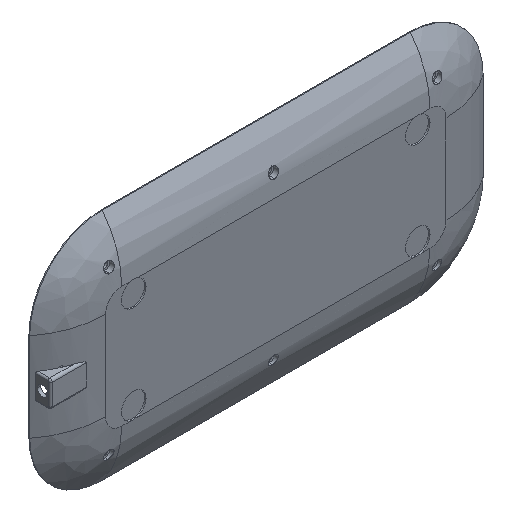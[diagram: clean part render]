
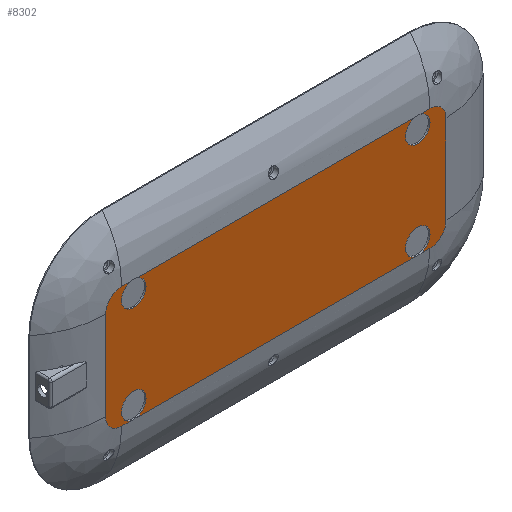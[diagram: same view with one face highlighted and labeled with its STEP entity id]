
A CAD part, isometric view. The second image highlights one B-rep face of the part: STEP entity #8302.
In plain terms, the highlighted planar face has unit normal (0, -1, 0).
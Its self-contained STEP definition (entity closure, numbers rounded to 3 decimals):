
#16=CARTESIAN_POINT('',(88.,-6.25,-30.));
#17=DIRECTION('',(0.,-1.,0.));
#18=DIRECTION('',(0.18,0.,-0.984));
#19=AXIS2_PLACEMENT_3D('',#16,#17,#18);
#25=CARTESIAN_POINT('',(88.,-6.25,-30.));
#26=DIRECTION('',(0.,-1.,0.));
#27=DIRECTION('',(0.,0.,1.));
#28=AXIS2_PLACEMENT_3D('',#25,#26,#27);
#33=CARTESIAN_POINT('',(-88.,-6.25,-30.));
#34=DIRECTION('',(0.,-1.,0.));
#35=DIRECTION('',(0.18,0.,-0.984));
#36=AXIS2_PLACEMENT_3D('',#33,#34,#35);
#41=CARTESIAN_POINT('',(-88.,-6.25,-30.));
#42=DIRECTION('',(0.,-1.,0.));
#43=DIRECTION('',(0.,0.,1.));
#44=AXIS2_PLACEMENT_3D('',#41,#42,#43);
#49=CARTESIAN_POINT('',(-95.5,-6.25,-27.5));
#50=DIRECTION('',(0.,1.,0.));
#51=DIRECTION('',(0.,0.,-1.));
#52=AXIS2_PLACEMENT_3D('',#49,#50,#51);
#57=CARTESIAN_POINT('',(-95.5,-6.25,27.5));
#58=DIRECTION('',(0.,1.,0.));
#59=DIRECTION('',(-1.,0.,0.));
#60=AXIS2_PLACEMENT_3D('',#57,#58,#59);
#65=CARTESIAN_POINT('',(-88.,-6.25,30.));
#66=DIRECTION('',(0.,-1.,0.));
#67=DIRECTION('',(-0.18,0.,0.984));
#68=AXIS2_PLACEMENT_3D('',#65,#66,#67);
#73=CARTESIAN_POINT('',(-88.,-6.25,30.));
#74=DIRECTION('',(0.,-1.,0.));
#75=DIRECTION('',(0.,0.,-1.));
#76=AXIS2_PLACEMENT_3D('',#73,#74,#75);
#81=CARTESIAN_POINT('',(88.,-6.25,30.));
#82=DIRECTION('',(0.,-1.,0.));
#83=DIRECTION('',(-0.18,0.,0.984));
#84=AXIS2_PLACEMENT_3D('',#81,#82,#83);
#89=CARTESIAN_POINT('',(88.,-6.25,30.));
#90=DIRECTION('',(0.,-1.,0.));
#91=DIRECTION('',(0.,0.,-1.));
#92=AXIS2_PLACEMENT_3D('',#89,#90,#91);
#97=CARTESIAN_POINT('',(95.5,-6.25,27.5));
#98=DIRECTION('',(0.,1.,0.));
#99=DIRECTION('',(0.,0.,1.));
#100=AXIS2_PLACEMENT_3D('',#97,#98,#99);
#105=CARTESIAN_POINT('',(95.5,-6.25,-27.5));
#106=DIRECTION('',(0.,1.,0.));
#107=DIRECTION('',(1.,0.,0.));
#108=AXIS2_PLACEMENT_3D('',#105,#106,#107);
#130=DIRECTION('',(1.,0.,0.));
#131=VECTOR('',#130,6.125);
#132=CARTESIAN_POINT('',(89.375,-6.25,-37.5));
#133=LINE('',#132,#131);
#144=DIRECTION('',(1.,0.,0.));
#145=VECTOR('',#144,6.125);
#146=CARTESIAN_POINT('',(-95.5,-6.25,-37.5));
#147=LINE('',#146,#145);
#171=DIRECTION('',(1.,0.,0.));
#172=VECTOR('',#171,173.25);
#173=CARTESIAN_POINT('',(-86.625,-6.25,-37.5));
#174=LINE('',#173,#172);
#280=DIRECTION('',(0.,0.,1.));
#281=VECTOR('',#280,55.);
#282=CARTESIAN_POINT('',(105.5,-6.25,-27.5));
#283=LINE('',#282,#281);
#372=DIRECTION('',(-1.,0.,0.));
#373=VECTOR('',#372,173.25);
#374=CARTESIAN_POINT('',(86.625,-6.25,37.5));
#375=LINE('',#374,#373);
#399=DIRECTION('',(-1.,0.,0.));
#400=VECTOR('',#399,6.125);
#401=CARTESIAN_POINT('',(-89.375,-6.25,37.5));
#402=LINE('',#401,#400);
#413=DIRECTION('',(-1.,0.,0.));
#414=VECTOR('',#413,6.125);
#415=CARTESIAN_POINT('',(95.5,-6.25,37.5));
#416=LINE('',#415,#414);
#572=DIRECTION('',(0.,0.,-1.));
#573=VECTOR('',#572,55.);
#574=CARTESIAN_POINT('',(-105.5,-6.25,27.5));
#575=LINE('',#574,#573);
#7156=CARTESIAN_POINT('',(89.375,-6.25,-37.5));
#7157=CARTESIAN_POINT('',(88.,-6.25,-22.375));
#7158=VERTEX_POINT('',#7156);
#7159=VERTEX_POINT('',#7157);
#7160=CARTESIAN_POINT('',(86.625,-6.25,-37.5));
#7161=VERTEX_POINT('',#7160);
#7162=CARTESIAN_POINT('',(-86.625,-6.25,-37.5));
#7163=VERTEX_POINT('',#7162);
#7164=CARTESIAN_POINT('',(-88.,-6.25,-22.375));
#7165=VERTEX_POINT('',#7164);
#7166=CARTESIAN_POINT('',(-89.375,-6.25,-37.5));
#7167=VERTEX_POINT('',#7166);
#7168=CARTESIAN_POINT('',(-95.5,-6.25,-37.5));
#7169=VERTEX_POINT('',#7168);
#7170=CARTESIAN_POINT('',(-105.5,-6.25,-27.5));
#7171=VERTEX_POINT('',#7170);
#7172=CARTESIAN_POINT('',(-105.5,-6.25,27.5));
#7173=VERTEX_POINT('',#7172);
#7174=CARTESIAN_POINT('',(-95.5,-6.25,37.5));
#7175=VERTEX_POINT('',#7174);
#7176=CARTESIAN_POINT('',(-89.375,-6.25,37.5));
#7177=VERTEX_POINT('',#7176);
#7178=CARTESIAN_POINT('',(-88.,-6.25,22.375));
#7179=VERTEX_POINT('',#7178);
#7180=CARTESIAN_POINT('',(-86.625,-6.25,37.5));
#7181=VERTEX_POINT('',#7180);
#7182=CARTESIAN_POINT('',(86.625,-6.25,37.5));
#7183=VERTEX_POINT('',#7182);
#7184=CARTESIAN_POINT('',(88.,-6.25,22.375));
#7185=VERTEX_POINT('',#7184);
#7186=CARTESIAN_POINT('',(89.375,-6.25,37.5));
#7187=VERTEX_POINT('',#7186);
#7188=CARTESIAN_POINT('',(95.5,-6.25,37.5));
#7189=VERTEX_POINT('',#7188);
#7190=CARTESIAN_POINT('',(105.5,-6.25,27.5));
#7191=VERTEX_POINT('',#7190);
#7192=CARTESIAN_POINT('',(105.5,-6.25,-27.5));
#7193=VERTEX_POINT('',#7192);
#7194=CARTESIAN_POINT('',(95.5,-6.25,-37.5));
#7195=VERTEX_POINT('',#7194);
#8255=CARTESIAN_POINT('',(0.,-6.25,0.));
#8256=DIRECTION('',(0.,1.,0.));
#8257=DIRECTION('',(1.,0.,0.));
#8258=AXIS2_PLACEMENT_3D('',#8255,#8256,#8257);
#8259=PLANE('',#8258);
#8261=ORIENTED_EDGE('',*,*,#8260,.T.);
#8263=ORIENTED_EDGE('',*,*,#8262,.T.);
#8265=ORIENTED_EDGE('',*,*,#8264,.F.);
#8267=ORIENTED_EDGE('',*,*,#8266,.T.);
#8269=ORIENTED_EDGE('',*,*,#8268,.T.);
#8271=ORIENTED_EDGE('',*,*,#8270,.F.);
#8273=ORIENTED_EDGE('',*,*,#8272,.T.);
#8275=ORIENTED_EDGE('',*,*,#8274,.F.);
#8277=ORIENTED_EDGE('',*,*,#8276,.T.);
#8279=ORIENTED_EDGE('',*,*,#8278,.F.);
#8281=ORIENTED_EDGE('',*,*,#8280,.T.);
#8283=ORIENTED_EDGE('',*,*,#8282,.T.);
#8285=ORIENTED_EDGE('',*,*,#8284,.F.);
#8287=ORIENTED_EDGE('',*,*,#8286,.T.);
#8289=ORIENTED_EDGE('',*,*,#8288,.T.);
#8291=ORIENTED_EDGE('',*,*,#8290,.F.);
#8293=ORIENTED_EDGE('',*,*,#8292,.T.);
#8295=ORIENTED_EDGE('',*,*,#8294,.F.);
#8297=ORIENTED_EDGE('',*,*,#8296,.T.);
#8299=ORIENTED_EDGE('',*,*,#8298,.F.);
#8300=EDGE_LOOP('',(#8261,#8263,#8265,#8267,#8269,#8271,#8273,#8275,#8277,#8279,
#8281,#8283,#8285,#8287,#8289,#8291,#8293,#8295,#8297,#8299));
#8301=FACE_OUTER_BOUND('',#8300,.F.);
#20=CIRCLE('',#19,7.625);
#29=CIRCLE('',#28,7.625);
#37=CIRCLE('',#36,7.625);
#45=CIRCLE('',#44,7.625);
#53=CIRCLE('',#52,10.);
#61=CIRCLE('',#60,10.);
#69=CIRCLE('',#68,7.625);
#77=CIRCLE('',#76,7.625);
#85=CIRCLE('',#84,7.625);
#93=CIRCLE('',#92,7.625);
#101=CIRCLE('',#100,10.);
#109=CIRCLE('',#108,10.);
#8260=EDGE_CURVE('',#7158,#7159,#20,.T.);
#8262=EDGE_CURVE('',#7159,#7161,#29,.T.);
#8264=EDGE_CURVE('',#7163,#7161,#174,.T.);
#8266=EDGE_CURVE('',#7163,#7165,#37,.T.);
#8268=EDGE_CURVE('',#7165,#7167,#45,.T.);
#8270=EDGE_CURVE('',#7169,#7167,#147,.T.);
#8272=EDGE_CURVE('',#7169,#7171,#53,.T.);
#8274=EDGE_CURVE('',#7173,#7171,#575,.T.);
#8276=EDGE_CURVE('',#7173,#7175,#61,.T.);
#8278=EDGE_CURVE('',#7177,#7175,#402,.T.);
#8280=EDGE_CURVE('',#7177,#7179,#69,.T.);
#8282=EDGE_CURVE('',#7179,#7181,#77,.T.);
#8284=EDGE_CURVE('',#7183,#7181,#375,.T.);
#8286=EDGE_CURVE('',#7183,#7185,#85,.T.);
#8288=EDGE_CURVE('',#7185,#7187,#93,.T.);
#8290=EDGE_CURVE('',#7189,#7187,#416,.T.);
#8292=EDGE_CURVE('',#7189,#7191,#101,.T.);
#8294=EDGE_CURVE('',#7193,#7191,#283,.T.);
#8296=EDGE_CURVE('',#7193,#7195,#109,.T.);
#8298=EDGE_CURVE('',#7158,#7195,#133,.T.);
#8302=ADVANCED_FACE('',(#8301),#8259,.F.);
